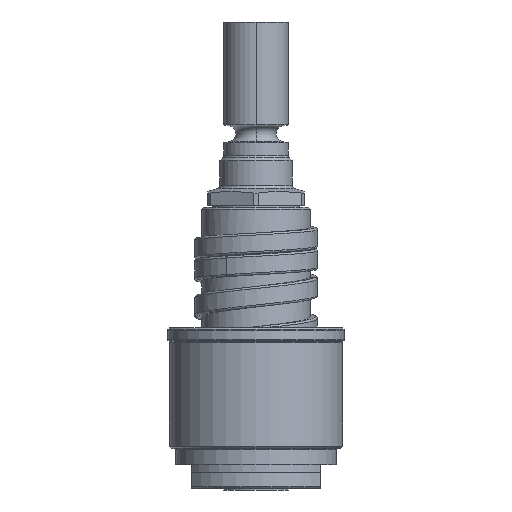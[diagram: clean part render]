
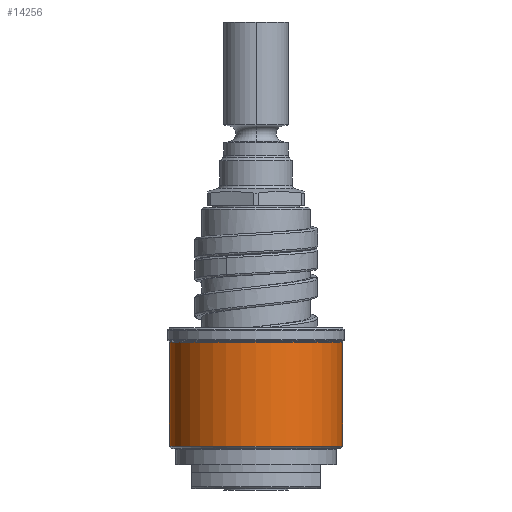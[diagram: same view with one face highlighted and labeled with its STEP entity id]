
A CAD part, front view. The second image highlights one B-rep face of the part: STEP entity #14256.
In plain terms, the highlighted cylindrical face has radius 21.5 mm (diameter 43 mm), a partial arc.
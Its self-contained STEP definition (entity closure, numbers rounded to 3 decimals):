
#5119=CARTESIAN_POINT('',(0.,0.,10.583));
#5120=DIRECTION('',(0.,0.,1.));
#5121=DIRECTION('',(-1.,0.,0.));
#5122=AXIS2_PLACEMENT_3D('',#5119,#5120,#5121);
#5124=DIRECTION('',(0.,0.,-1.));
#5125=VECTOR('',#5124,25.834);
#5126=CARTESIAN_POINT('',(-21.5,0.,36.417));
#5127=LINE('',#5126,#5125);
#5128=CARTESIAN_POINT('',(0.,0.,36.417));
#5129=DIRECTION('',(0.,0.,1.));
#5130=DIRECTION('',(-1.,0.,0.));
#5131=AXIS2_PLACEMENT_3D('',#5128,#5129,#5130);
#5133=DIRECTION('',(0.,0.,-1.));
#5134=VECTOR('',#5133,25.834);
#5135=CARTESIAN_POINT('',(21.5,0.,36.417));
#5136=LINE('',#5135,#5134);
#5872=CARTESIAN_POINT('',(21.5,0.,36.417));
#5873=CARTESIAN_POINT('',(-21.5,0.,36.417));
#5874=VERTEX_POINT('',#5872);
#5875=VERTEX_POINT('',#5873);
#5898=CARTESIAN_POINT('',(21.5,0.,10.583));
#5899=VERTEX_POINT('',#5898);
#5900=CARTESIAN_POINT('',(-21.5,0.,10.583));
#5901=VERTEX_POINT('',#5900);
#14244=CARTESIAN_POINT('',(0.,0.,8.5));
#14245=DIRECTION('',(0.,0.,1.));
#14246=DIRECTION('',(-1.,0.,0.));
#14247=AXIS2_PLACEMENT_3D('',#14244,#14245,#14246);
#14248=CYLINDRICAL_SURFACE('',#14247,21.5);
#14249=ORIENTED_EDGE('',*,*,#13597,.F.);
#14250=ORIENTED_EDGE('',*,*,#13578,.F.);
#14252=ORIENTED_EDGE('',*,*,#14251,.T.);
#14253=ORIENTED_EDGE('',*,*,#13574,.T.);
#14254=EDGE_LOOP('',(#14249,#14250,#14252,#14253));
#14255=FACE_OUTER_BOUND('',#14254,.F.);
#5123=CIRCLE('',#5122,21.5);
#5132=CIRCLE('',#5131,21.5);
#13574=EDGE_CURVE('',#5874,#5899,#5136,.T.);
#13578=EDGE_CURVE('',#5875,#5901,#5127,.T.);
#13597=EDGE_CURVE('',#5901,#5899,#5123,.T.);
#14251=EDGE_CURVE('',#5875,#5874,#5132,.T.);
#14256=ADVANCED_FACE('',(#14255),#14248,.T.);
